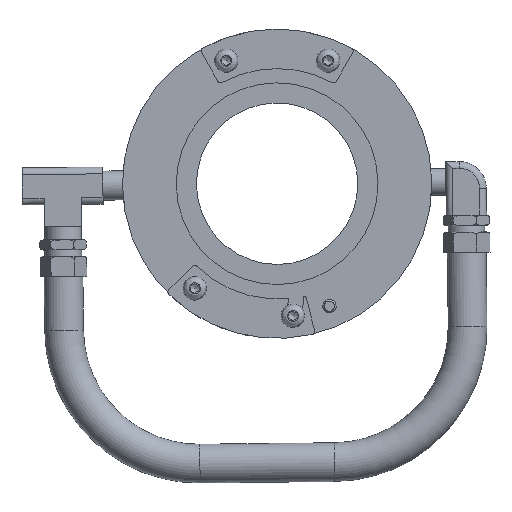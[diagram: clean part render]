
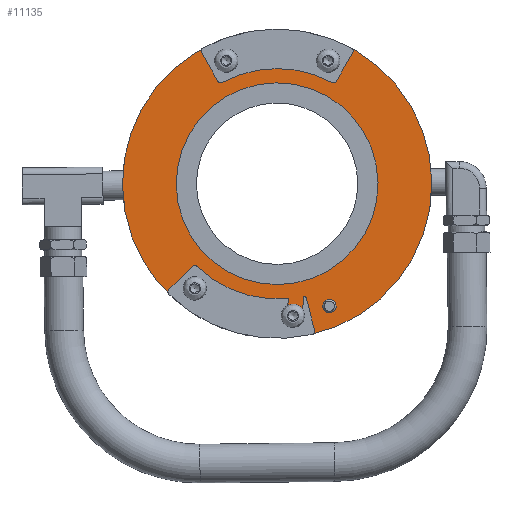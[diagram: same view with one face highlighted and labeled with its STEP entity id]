
A CAD part, front view. The second image highlights one B-rep face of the part: STEP entity #11135.
In plain terms, the highlighted planar face has unit normal (0, -1, 0).
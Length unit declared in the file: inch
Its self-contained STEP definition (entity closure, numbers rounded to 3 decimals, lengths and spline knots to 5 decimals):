
#10756=CARTESIAN_POINT('',(1.56209,-0.06364,3.64566));
#10757=VERTEX_POINT('',#10756);
#10758=CARTESIAN_POINT('',(1.0674,-0.06364,3.14036));
#10759=VERTEX_POINT('',#10758);
#10760=CARTESIAN_POINT('',(1.56737,-0.06364,3.14569));
#10761=DIRECTION('',(0.,-1.0,0.));
#10762=DIRECTION('',(1.,0.,0.011));
#10763=AXIS2_PLACEMENT_3D('',#10760,#10761,#10762);
#10764=CIRCLE('',#10763,0.5);
#10765=EDGE_CURVE('',#10757,#10759,#10764,.T.);
#10798=CARTESIAN_POINT('',(0.56206,-0.06364,3.63501));
#10799=VERTEX_POINT('',#10798);
#10800=CARTESIAN_POINT('',(0.56743,-0.06364,3.13504));
#10801=DIRECTION('',(0.,-1.,0.));
#10802=DIRECTION('',(0.011,0.,-1.));
#10803=AXIS2_PLACEMENT_3D('',#10800,#10801,#10802);
#10804=CIRCLE('',#10803,0.5);
#10805=EDGE_CURVE('',#10759,#10799,#10804,.T.);
#10831=CARTESIAN_POINT('',(0.46843,-0.06364,3.63401));
#10832=VERTEX_POINT('',#10831);
#10833=CARTESIAN_POINT('',(0.56206,-0.06364,3.63501));
#10834=DIRECTION('',(-1.,0.,-0.011));
#10835=VECTOR('',#10834,0.09363);
#10836=LINE('',#10833,#10835);
#10837=EDGE_CURVE('',#10799,#10832,#10836,.T.);
#10862=CARTESIAN_POINT('',(1.65572,-0.06364,3.64665));
#10863=VERTEX_POINT('',#10862);
#10864=CARTESIAN_POINT('',(1.65572,-0.06364,3.64665));
#10865=DIRECTION('',(-1.,0.,-0.011));
#10866=VECTOR('',#10865,0.09363);
#10867=LINE('',#10864,#10866);
#10868=EDGE_CURVE('',#10863,#10757,#10867,.T.);
#10893=CARTESIAN_POINT('',(1.11705,-0.06364,-1.48546));
#10894=VERTEX_POINT('',#10893);
#10895=CARTESIAN_POINT('',(1.62248,-0.06364,-1.98002));
#10896=VERTEX_POINT('',#10895);
#10897=CARTESIAN_POINT('',(1.61702,-0.06364,-1.48005));
#10898=DIRECTION('',(0.,-1.0,0.));
#10899=DIRECTION('',(-0.011,0.,1.));
#10900=AXIS2_PLACEMENT_3D('',#10897,#10898,#10899);
#10901=CIRCLE('',#10900,0.5);
#10902=EDGE_CURVE('',#10894,#10896,#10901,.T.);
#10935=CARTESIAN_POINT('',(1.71611,-0.06364,-1.979));
#10936=VERTEX_POINT('',#10935);
#10937=CARTESIAN_POINT('',(1.62248,-0.06364,-1.98002));
#10938=DIRECTION('',(1.,0.,0.011));
#10939=VECTOR('',#10938,0.09363);
#10940=LINE('',#10937,#10939);
#10941=EDGE_CURVE('',#10896,#10936,#10940,.T.);
#10966=CARTESIAN_POINT('',(0.52882,-0.06364,-1.99185));
#10967=VERTEX_POINT('',#10966);
#10968=CARTESIAN_POINT('',(0.62245,-0.06364,-1.99084));
#10969=VERTEX_POINT('',#10968);
#10970=CARTESIAN_POINT('',(0.52882,-0.06364,-1.99185));
#10971=DIRECTION('',(1.,0.,0.011));
#10972=VECTOR('',#10971,0.09363);
#10973=LINE('',#10970,#10972);
#10974=EDGE_CURVE('',#10967,#10969,#10973,.T.);
#11006=CARTESIAN_POINT('',(0.61708,-0.06364,-1.49087));
#11007=DIRECTION('',(0.,-1.,0.));
#11008=DIRECTION('',(-1.,0.,-0.011));
#11009=AXIS2_PLACEMENT_3D('',#11006,#11007,#11008);
#11010=CIRCLE('',#11009,0.5);
#11011=EDGE_CURVE('',#10969,#10894,#11010,.T.);
#11039=CARTESIAN_POINT('',(1.09202,-0.06364,0.82745));
#11040=DIRECTION('',(0.,-1.0,0.));
#11041=DIRECTION('',(1.,0.,0.011));
#11042=AXIS2_PLACEMENT_3D('',#11039,#11040,#11041);
#11043=CIRCLE('',#11042,2.875);
#11044=EDGE_CURVE('',#10832,#10967,#11043,.T.);
#11090=CARTESIAN_POINT('',(3.46689,-0.06364,0.85294));
#11091=DIRECTION('',(0.,-1.0,0.));
#11092=DIRECTION('',(0.011,0.,-1.));
#11093=AXIS2_PLACEMENT_3D('',#11090,#11091,#11092);
#11094=PLANE('',#11093);
#11095=ORIENTED_EDGE('',*,*,#10868,.T.);
#11096=ORIENTED_EDGE('',*,*,#10765,.T.);
#11097=ORIENTED_EDGE('',*,*,#10805,.T.);
#11098=ORIENTED_EDGE('',*,*,#10837,.T.);
#11099=ORIENTED_EDGE('',*,*,#11044,.T.);
#11100=ORIENTED_EDGE('',*,*,#10974,.T.);
#11101=ORIENTED_EDGE('',*,*,#11011,.T.);
#11102=ORIENTED_EDGE('',*,*,#10902,.T.);
#11103=ORIENTED_EDGE('',*,*,#10941,.T.);
#11104=CARTESIAN_POINT('',(1.09202,-0.06364,0.82745));
#11105=DIRECTION('',(0.,-1.0,0.));
#11106=DIRECTION('',(1.,0.,0.011));
#11107=AXIS2_PLACEMENT_3D('',#11104,#11105,#11106);
#11108=CIRCLE('',#11107,2.875);
#11109=EDGE_CURVE('',#10936,#10863,#11108,.T.);
#11110=ORIENTED_EDGE('',*,*,#11109,.T.);
#11111=EDGE_LOOP('',(#11095,#11096,#11097,#11098,#11099,#11100,#11101,#11102,#11103,#11110));
#11112=FACE_OUTER_BOUND('',#11111,.T.);
#11113=CARTESIAN_POINT('',(2.96691,-0.06364,0.84758));
#11114=VERTEX_POINT('',#11113);
#11115=CARTESIAN_POINT('',(1.09202,-0.06364,0.82745));
#11116=DIRECTION('',(0.,-1.0,0.));
#11117=DIRECTION('',(1.,0.,0.011));
#11118=AXIS2_PLACEMENT_3D('',#11115,#11116,#11117);
#11119=CIRCLE('',#11118,1.875);
#11120=EDGE_CURVE('',#11114,#11114,#11119,.T.);
#11121=ORIENTED_EDGE('',*,*,#11120,.F.);
#11122=EDGE_LOOP('',(#11121));
#11123=FACE_BOUND('',#11122,.T.);
#11124=CARTESIAN_POINT('',(1.93827,-0.06364,-1.44928));
#11125=VERTEX_POINT('',#11124);
#11126=CARTESIAN_POINT('',(2.06326,-0.06364,-1.44793));
#11127=DIRECTION('',(0.,1.,0.));
#11128=DIRECTION('',(1.,0.,0.011));
#11129=AXIS2_PLACEMENT_3D('',#11126,#11127,#11128);
#11130=CIRCLE('',#11129,0.125);
#11131=EDGE_CURVE('',#11125,#11125,#11130,.T.);
#11132=ORIENTED_EDGE('',*,*,#11131,.T.);
#11133=EDGE_LOOP('',(#11132));
#11134=FACE_BOUND('',#11133,.T.);
#11135=ADVANCED_FACE('',(#11112,#11123,#11134),#11094,.T.);
